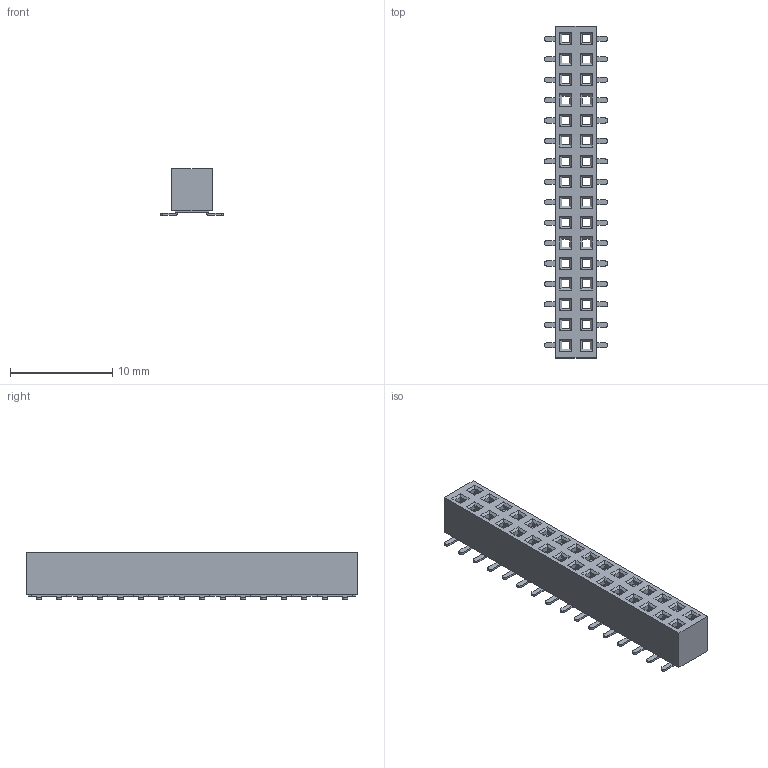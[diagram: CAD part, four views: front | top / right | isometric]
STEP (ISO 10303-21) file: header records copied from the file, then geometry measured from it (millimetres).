
FILE_DESCRIPTION(/* description */ ('Unknown'),/* implementation_level */ '2;1');
FILE_NAME(/* name */ 'J_Wurth_WR-PHD_621032242921',/* time_stamp */ '2025-04-25T15:37:05+08:00',/* author */ ('Unknown'),/* organization */ ('Unknown'),/* preprocessor_version */ 'ST-DEVELOPER v19.4',/* originating_system */ 'Solid Edge',/* authorisation */ 'Unknown');
FILE_SCHEMA (('AUTOMOTIVE_DESIGN {1 0 10303 214 3 1 1}'));
Products named in the file (2): J_Wurth_WR-PHD_621032242921
Assembly tree (1 placements, depth 2):
  J_Wurth_WR-PHD_621032242921
    J_Wurth_WR-PHD_621032242921
Bounding box: 6.2 x 32.5 x 4.6 mm (x, y, z)
Volume: 381.5 mm3; surface area: 2044.1 mm2
Topology: 33 solids, 33 shells, 2699 faces, 7288 edges, 4656 vertices
Faces by surface type: plane 1835, cylinder 800, bspline 64
Entity records: 85596 total; most frequent: CARTESIAN_POINT 17077, ORIENTED_EDGE 14576, DIRECTION 13810, EDGE_CURVE 7288, LINE 5464, VECTOR 5464, VERTEX_POINT 4656, AXIS2_PLACEMENT_3D 4173
